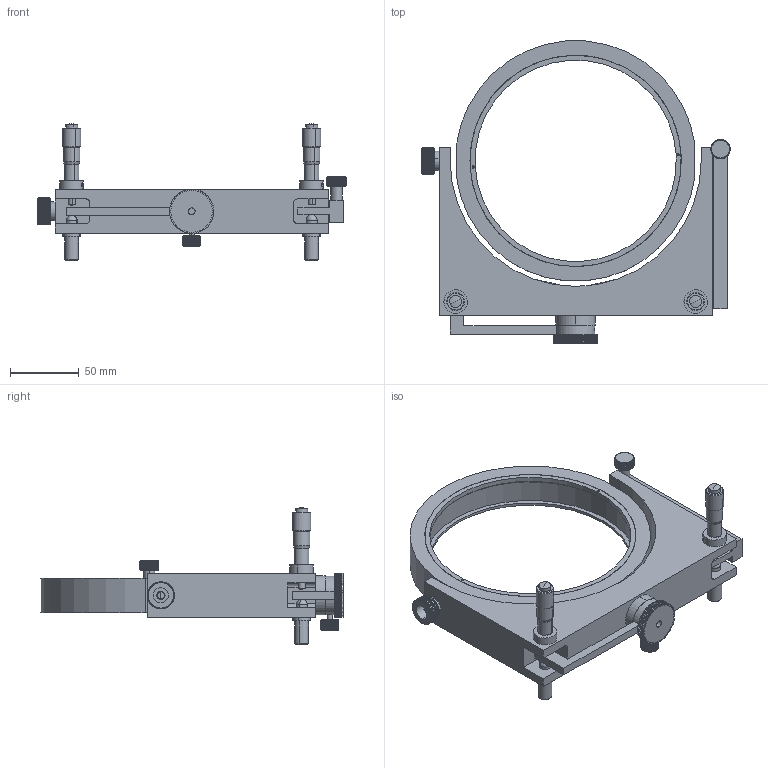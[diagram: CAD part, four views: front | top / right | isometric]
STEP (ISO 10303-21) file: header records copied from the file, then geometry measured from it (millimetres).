
FILE_DESCRIPTION (( 'STEP AP214' ), '1' );
FILE_NAME ('04PMH-6M.STEP', '2018-10-09T08:58:00', ( '' ), ( '' ), 'SwSTEP 2.0', 'SolidWorks 2016', '' );
FILE_SCHEMA (( 'AUTOMOTIVE_DESIGN' ));
Length unit declared in the file: millimetre
Products named in the file (1): 04PMH-6M
Bounding box: 223.5 x 218.94 x 99 mm (x, y, z)
Surface area: 117852.3 mm2 (no closed solid volume)
Topology: 0 solids, 26 shells, 990 faces, 2828 edges, 1698 vertices
Faces by surface type: plane 497, cylinder 297, cone 186, sphere 10
Entity records: 43354 total; most frequent: CARTESIAN_POINT 7834, DIRECTION 5172, ORIENTED_EDGE 4830, EDGE_CURVE 2820, AXIS2_PLACEMENT_3D 1994, VERTEX_POINT 1694, LINE 1184, VECTOR 1184
